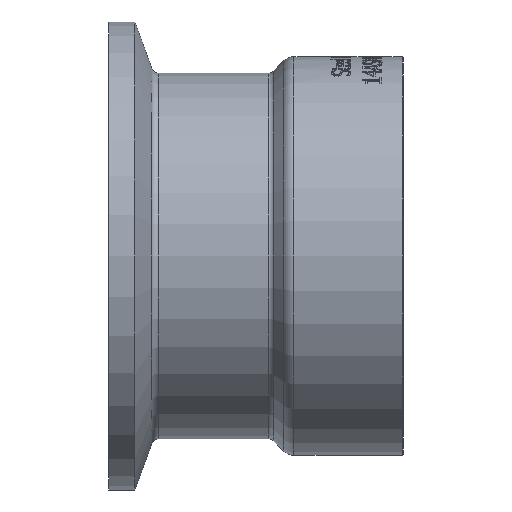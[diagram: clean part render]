
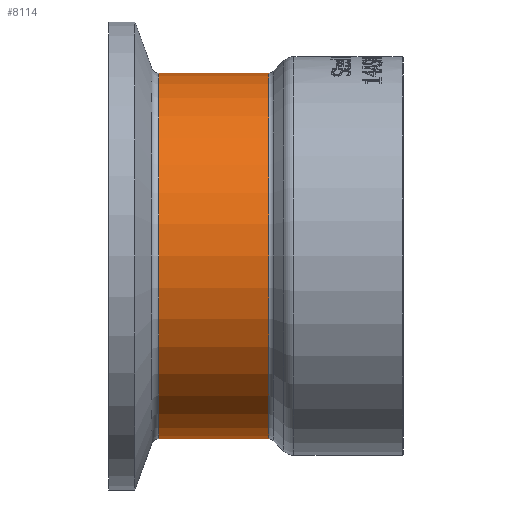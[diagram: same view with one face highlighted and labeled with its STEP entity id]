
A CAD part, front view. The second image highlights one B-rep face of the part: STEP entity #8114.
In plain terms, the highlighted cylindrical face has radius 19.685 mm (diameter 39.37 mm), a full revolution.
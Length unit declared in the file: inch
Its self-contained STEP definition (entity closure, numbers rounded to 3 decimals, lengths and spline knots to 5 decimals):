
#932=FACE_OUTER_BOUND('',#1412,.T.);
#1412=EDGE_LOOP('',(#7515,#7516,#7517,#7518,#7519,#7520,#7521,#7522));
#1637=CIRCLE('',#8659,0.775);
#1639=CIRCLE('',#8661,0.775);
#1640=CIRCLE('',#8662,0.775);
#1641=CIRCLE('',#8664,0.775);
#1642=CIRCLE('',#8665,0.775);
#1643=CIRCLE('',#8666,0.775);
#2237=LINE('',#17809,#2798);
#2798=VECTOR('',#10306,0.775);
#3932=VERTEX_POINT('',#17800);
#3933=VERTEX_POINT('',#17801);
#3934=VERTEX_POINT('',#17804);
#3935=VERTEX_POINT('',#17808);
#3936=VERTEX_POINT('',#17810);
#3937=VERTEX_POINT('',#17812);
#5134=EDGE_CURVE('',#3932,#3933,#1637,.T.);
#5136=EDGE_CURVE('',#3933,#3934,#1639,.T.);
#5137=EDGE_CURVE('',#3934,#3932,#1640,.T.);
#5138=EDGE_CURVE('',#3934,#3935,#2237,.T.);
#5139=EDGE_CURVE('',#3936,#3935,#1641,.T.);
#5140=EDGE_CURVE('',#3937,#3936,#1642,.T.);
#5141=EDGE_CURVE('',#3935,#3937,#1643,.T.);
#7515=ORIENTED_EDGE('',*,*,#5134,.F.);
#7516=ORIENTED_EDGE('',*,*,#5137,.F.);
#7517=ORIENTED_EDGE('',*,*,#5138,.T.);
#7518=ORIENTED_EDGE('',*,*,#5139,.F.);
#7519=ORIENTED_EDGE('',*,*,#5140,.F.);
#7520=ORIENTED_EDGE('',*,*,#5141,.F.);
#7521=ORIENTED_EDGE('',*,*,#5138,.F.);
#7522=ORIENTED_EDGE('',*,*,#5136,.F.);
#7655=CYLINDRICAL_SURFACE('',#8663,0.775);
#8114=ADVANCED_FACE('',(#932),#7655,.T.);
#8659=AXIS2_PLACEMENT_3D('',#17802,#10296,#10297);
#8661=AXIS2_PLACEMENT_3D('',#17805,#10300,#10301);
#8662=AXIS2_PLACEMENT_3D('',#17806,#10302,#10303);
#8663=AXIS2_PLACEMENT_3D('',#17807,#10304,#10305);
#8664=AXIS2_PLACEMENT_3D('',#17811,#10307,#10308);
#8665=AXIS2_PLACEMENT_3D('',#17813,#10309,#10310);
#8666=AXIS2_PLACEMENT_3D('',#17814,#10311,#10312);
#10296=DIRECTION('center_axis',(1.,0.,0.));
#10297=DIRECTION('ref_axis',(0.,-1.,0.));
#10300=DIRECTION('center_axis',(1.,0.,0.));
#10301=DIRECTION('ref_axis',(0.,-1.,0.));
#10302=DIRECTION('center_axis',(1.,0.,0.));
#10303=DIRECTION('ref_axis',(0.,-1.,0.));
#10304=DIRECTION('center_axis',(1.,0.,0.));
#10305=DIRECTION('ref_axis',(0.,1.,0.));
#10306=DIRECTION('',(-1.,0.,0.));
#10307=DIRECTION('center_axis',(-1.,0.,0.));
#10308=DIRECTION('ref_axis',(0.,-1.,0.));
#10309=DIRECTION('center_axis',(-1.,0.,0.));
#10310=DIRECTION('ref_axis',(0.,-1.,0.));
#10311=DIRECTION('center_axis',(-1.,0.,0.));
#10312=DIRECTION('ref_axis',(0.,-1.,0.));
#17800=CARTESIAN_POINT('',(0.67856,0.775,0.));
#17801=CARTESIAN_POINT('',(0.67856,0.,0.775));
#17802=CARTESIAN_POINT('Origin',(0.67856,0.,
0.));
#17804=CARTESIAN_POINT('',(0.67856,-0.775,0.));
#17805=CARTESIAN_POINT('Origin',(0.67856,0.,
0.));
#17806=CARTESIAN_POINT('Origin',(0.67856,0.,
0.));
#17807=CARTESIAN_POINT('Origin',(0.44098,0.,
0.));
#17808=CARTESIAN_POINT('',(0.21199,-0.775,0.));
#17809=CARTESIAN_POINT('',(0.44098,-0.775,0.));
#17810=CARTESIAN_POINT('',(0.21199,0.775,0.));
#17811=CARTESIAN_POINT('Origin',(0.21199,0.,
0.));
#17812=CARTESIAN_POINT('',(0.21199,0.,0.775));
#17813=CARTESIAN_POINT('Origin',(0.21199,0.,
0.));
#17814=CARTESIAN_POINT('Origin',(0.21199,0.,
0.));
